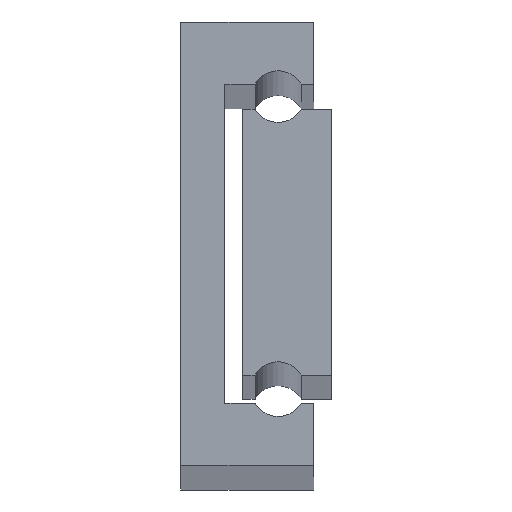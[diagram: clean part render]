
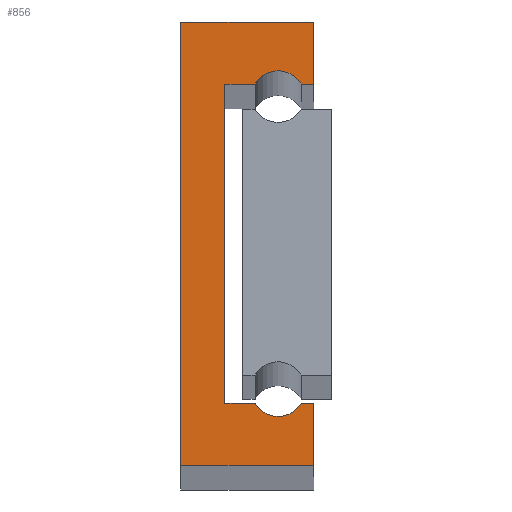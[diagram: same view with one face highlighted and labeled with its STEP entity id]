
A CAD part, top view. The second image highlights one B-rep face of the part: STEP entity #856.
In plain terms, the highlighted planar face has unit normal (0, 0, 1).
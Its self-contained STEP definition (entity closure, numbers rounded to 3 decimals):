
#1 = ORIENTED_EDGE ( 'NONE', *, *, #101, .T. ) ;
#3 = CARTESIAN_POINT ( 'NONE',  ( 15., 43., 800. ) ) ;
#25 = DIRECTION ( 'NONE',  ( 1., 0., 0. ) ) ;
#27 = DIRECTION ( 'NONE',  ( 0., 0., -1. ) ) ;
#72 = DIRECTION ( 'NONE',  ( 0., 0., -1. ) ) ;
#91 = CARTESIAN_POINT ( 'NONE',  ( 15., 0., 800. ) ) ;
#101 = EDGE_CURVE ( 'NONE', #928, #1719, #1797, .T. ) ;
#126 = CARTESIAN_POINT ( 'NONE',  ( 11., 8.5, 800. ) ) ;
#127 = VERTEX_POINT ( 'NONE', #1296 ) ;
#139 = EDGE_CURVE ( 'NONE', #1387, #420, #1014, .T. ) ;
#159 = VECTOR ( 'NONE', #1017, 1000. ) ;
#160 = ORIENTED_EDGE ( 'NONE', *, *, #816, .T. ) ;
#170 = CARTESIAN_POINT ( 'NONE',  ( 0., 0., 800. ) ) ;
#198 = CARTESIAN_POINT ( 'NONE',  ( 13.598, 43., 800. ) ) ;
#264 = CARTESIAN_POINT ( 'NONE',  ( 0., 0., 800. ) ) ;
#275 = DIRECTION ( 'NONE',  ( 1., 0., 0. ) ) ;
#315 = VERTEX_POINT ( 'NONE', #1966 ) ;
#341 = EDGE_CURVE ( 'NONE', #315, #847, #612, .T. ) ;
#361 = DIRECTION ( 'NONE',  ( 0., 1., 0. ) ) ;
#374 = CARTESIAN_POINT ( 'NONE',  ( 5., 43., 800. ) ) ;
#400 = DIRECTION ( 'NONE',  ( -1., 0., 0. ) ) ;
#420 = VERTEX_POINT ( 'NONE', #1881 ) ;
#421 = VERTEX_POINT ( 'NONE', #198 ) ;
#493 = CARTESIAN_POINT ( 'NONE',  ( 8.402, 7., 800. ) ) ;
#528 = DIRECTION ( 'NONE',  ( -1., 0., 0. ) ) ;
#570 = ORIENTED_EDGE ( 'NONE', *, *, #1477, .T. ) ;
#612 = LINE ( 'NONE', #1957, #1539 ) ;
#619 = FACE_OUTER_BOUND ( 'NONE', #625, .T. ) ;
#625 = EDGE_LOOP ( 'NONE', ( #570, #1498, #1862, #1034, #1094, #1593, #160, #1591, #721, #1090, #1284, #1 ) ) ;
#639 = DIRECTION ( 'NONE',  ( -1., 0., 0. ) ) ;
#643 = EDGE_CURVE ( 'NONE', #1377, #1302, #1001, .T. ) ;
#702 = CIRCLE ( 'NONE', #1735, 3. ) ;
#714 = DIRECTION ( 'NONE',  ( 0., 1., 0. ) ) ;
#718 = CARTESIAN_POINT ( 'NONE',  ( 15., 0., 800. ) ) ;
#721 = ORIENTED_EDGE ( 'NONE', *, *, #960, .T. ) ;
#732 = VECTOR ( 'NONE', #25, 1000. ) ;
#816 = EDGE_CURVE ( 'NONE', #420, #1377, #891, .T. ) ;
#841 = CARTESIAN_POINT ( 'NONE',  ( 8.402, 43., 800. ) ) ;
#847 = VERTEX_POINT ( 'NONE', #1251 ) ;
#856 = ADVANCED_FACE ( 'NONE', ( #619 ), #1241, .F. ) ;
#857 = AXIS2_PLACEMENT_3D ( 'NONE', #1907, #72, #528 ) ;
#891 = LINE ( 'NONE', #1530, #1180 ) ;
#928 = VERTEX_POINT ( 'NONE', #1545 ) ;
#949 = VECTOR ( 'NONE', #1145, 1000. ) ;
#960 = EDGE_CURVE ( 'NONE', #1302, #421, #1925, .T. ) ;
#1001 = LINE ( 'NONE', #841, #949 ) ;
#1005 = LINE ( 'NONE', #718, #1960 ) ;
#1014 = LINE ( 'NONE', #1597, #1147 ) ;
#1017 = DIRECTION ( 'NONE',  ( 0., -1., 0. ) ) ;
#1030 = EDGE_CURVE ( 'NONE', #847, #1387, #702, .T. ) ;
#1034 = ORIENTED_EDGE ( 'NONE', *, *, #341, .T. ) ;
#1090 = ORIENTED_EDGE ( 'NONE', *, *, #1204, .T. ) ;
#1094 = ORIENTED_EDGE ( 'NONE', *, *, #1030, .T. ) ;
#1145 = DIRECTION ( 'NONE',  ( 1., 0., 0. ) ) ;
#1147 = VECTOR ( 'NONE', #1904, 1000. ) ;
#1180 = VECTOR ( 'NONE', #714, 1000. ) ;
#1204 = EDGE_CURVE ( 'NONE', #421, #1985, #1556, .T. ) ;
#1208 = LINE ( 'NONE', #1527, #1990 ) ;
#1224 = EDGE_CURVE ( 'NONE', #127, #1549, #1528, .T. ) ;
#1241 = PLANE ( 'NONE',  #1242 ) ;
#1242 = AXIS2_PLACEMENT_3D ( 'NONE', #1553, #27, #639 ) ;
#1251 = CARTESIAN_POINT ( 'NONE',  ( 13.598, 7., 800. ) ) ;
#1256 = DIRECTION ( 'NONE',  ( 1., 0., 0. ) ) ;
#1284 = ORIENTED_EDGE ( 'NONE', *, *, #1660, .T. ) ;
#1296 = CARTESIAN_POINT ( 'NONE',  ( 0., 0., 800. ) ) ;
#1302 = VERTEX_POINT ( 'NONE', #1385 ) ;
#1317 = CARTESIAN_POINT ( 'NONE',  ( 0., 50., 800. ) ) ;
#1377 = VERTEX_POINT ( 'NONE', #374 ) ;
#1385 = CARTESIAN_POINT ( 'NONE',  ( 8.402, 43., 800. ) ) ;
#1387 = VERTEX_POINT ( 'NONE', #493 ) ;
#1477 = EDGE_CURVE ( 'NONE', #1719, #127, #1652, .T. ) ;
#1498 = ORIENTED_EDGE ( 'NONE', *, *, #1224, .T. ) ;
#1527 = CARTESIAN_POINT ( 'NONE',  ( 15., 50., 800. ) ) ;
#1528 = LINE ( 'NONE', #170, #1632 ) ;
#1530 = CARTESIAN_POINT ( 'NONE',  ( 5., 7., 800. ) ) ;
#1539 = VECTOR ( 'NONE', #1657, 1000. ) ;
#1545 = CARTESIAN_POINT ( 'NONE',  ( 15., 50., 800. ) ) ;
#1549 = VERTEX_POINT ( 'NONE', #91 ) ;
#1553 = CARTESIAN_POINT ( 'NONE',  ( 11., 41.5, 800. ) ) ;
#1556 = LINE ( 'NONE', #1717, #732 ) ;
#1577 = EDGE_CURVE ( 'NONE', #1549, #315, #1005, .T. ) ;
#1591 = ORIENTED_EDGE ( 'NONE', *, *, #643, .T. ) ;
#1593 = ORIENTED_EDGE ( 'NONE', *, *, #139, .T. ) ;
#1597 = CARTESIAN_POINT ( 'NONE',  ( 8.402, 7., 800. ) ) ;
#1628 = DIRECTION ( 'NONE',  ( 0., 1., 0. ) ) ;
#1632 = VECTOR ( 'NONE', #1256, 1000. ) ;
#1652 = LINE ( 'NONE', #264, #159 ) ;
#1657 = DIRECTION ( 'NONE',  ( -1., 0., 0. ) ) ;
#1660 = EDGE_CURVE ( 'NONE', #1985, #928, #1208, .T. ) ;
#1717 = CARTESIAN_POINT ( 'NONE',  ( 15., 43., 800. ) ) ;
#1719 = VERTEX_POINT ( 'NONE', #1987 ) ;
#1735 = AXIS2_PLACEMENT_3D ( 'NONE', #126, #1803, #275 ) ;
#1797 = LINE ( 'NONE', #1317, #1886 ) ;
#1803 = DIRECTION ( 'NONE',  ( 0., 0., -1. ) ) ;
#1862 = ORIENTED_EDGE ( 'NONE', *, *, #1577, .T. ) ;
#1881 = CARTESIAN_POINT ( 'NONE',  ( 5., 7., 800. ) ) ;
#1886 = VECTOR ( 'NONE', #400, 1000. ) ;
#1904 = DIRECTION ( 'NONE',  ( -1., 0., 0. ) ) ;
#1907 = CARTESIAN_POINT ( 'NONE',  ( 11., 41.5, 800. ) ) ;
#1925 = CIRCLE ( 'NONE', #857, 3. ) ;
#1957 = CARTESIAN_POINT ( 'NONE',  ( 15., 7., 800. ) ) ;
#1960 = VECTOR ( 'NONE', #1628, 1000. ) ;
#1966 = CARTESIAN_POINT ( 'NONE',  ( 15., 7., 800. ) ) ;
#1985 = VERTEX_POINT ( 'NONE', #3 ) ;
#1987 = CARTESIAN_POINT ( 'NONE',  ( 0., 50., 800. ) ) ;
#1990 = VECTOR ( 'NONE', #361, 1000. ) ;
